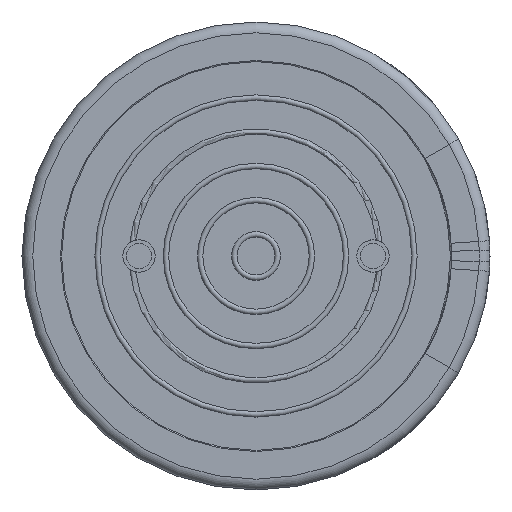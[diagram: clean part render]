
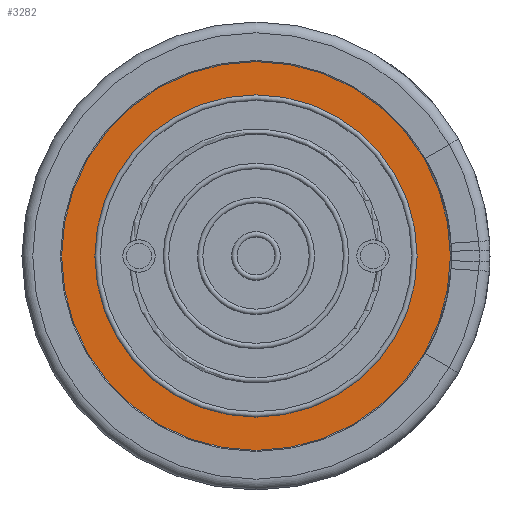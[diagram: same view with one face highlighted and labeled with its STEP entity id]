
A CAD part, front view. The second image highlights one B-rep face of the part: STEP entity #3282.
In plain terms, the highlighted planar face has unit normal (0, -1, 0).
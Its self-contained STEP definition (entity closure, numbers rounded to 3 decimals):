
#71=FACE_BOUND('',#507,.T.);
#232=PLANE('',#3654);
#355=FACE_OUTER_BOUND('',#506,.T.);
#506=EDGE_LOOP('',(#2943,#2944));
#507=EDGE_LOOP('',(#2945,#2946));
#992=CIRCLE('',#3583,5.4);
#993=CIRCLE('',#3584,5.4);
#1034=CIRCLE('',#3636,4.475);
#1035=CIRCLE('',#3637,4.475);
#1414=VERTEX_POINT('',#6344);
#1415=VERTEX_POINT('',#6346);
#1450=VERTEX_POINT('',#6444);
#1451=VERTEX_POINT('',#6445);
#1898=EDGE_CURVE('',#1414,#1415,#992,.T.);
#1899=EDGE_CURVE('',#1415,#1414,#993,.T.);
#1950=EDGE_CURVE('',#1450,#1451,#1034,.T.);
#1951=EDGE_CURVE('',#1451,#1450,#1035,.T.);
#2943=ORIENTED_EDGE('',*,*,#1899,.F.);
#2944=ORIENTED_EDGE('',*,*,#1898,.F.);
#2945=ORIENTED_EDGE('',*,*,#1950,.T.);
#2946=ORIENTED_EDGE('',*,*,#1951,.T.);
#3282=ADVANCED_FACE('',(#355,#71),#232,.T.);
#3583=AXIS2_PLACEMENT_3D('',#6347,#4338,#4339);
#3584=AXIS2_PLACEMENT_3D('',#6348,#4340,#4341);
#3636=AXIS2_PLACEMENT_3D('',#6446,#4454,#4455);
#3637=AXIS2_PLACEMENT_3D('',#6447,#4456,#4457);
#3654=AXIS2_PLACEMENT_3D('',#6477,#4493,#4494);
#4338=DIRECTION('center_axis',(0.,1.,0.));
#4339=DIRECTION('ref_axis',(1.,0.,0.));
#4340=DIRECTION('center_axis',(0.,1.,0.));
#4341=DIRECTION('ref_axis',(1.,0.,0.));
#4454=DIRECTION('center_axis',(0.,1.,0.));
#4455=DIRECTION('ref_axis',(-1.,0.,0.));
#4456=DIRECTION('center_axis',(0.,1.,0.));
#4457=DIRECTION('ref_axis',(-1.,0.,0.));
#4493=DIRECTION('center_axis',(0.,-1.,0.));
#4494=DIRECTION('ref_axis',(0.,0.,-1.));
#6344=CARTESIAN_POINT('',(-5.4,0.1,0.));
#6346=CARTESIAN_POINT('',(5.4,0.1,0.));
#6347=CARTESIAN_POINT('Origin',(0.,0.1,0.));
#6348=CARTESIAN_POINT('Origin',(0.,0.1,0.));
#6444=CARTESIAN_POINT('',(-4.475,0.1,0.));
#6445=CARTESIAN_POINT('',(4.475,0.1,0.));
#6446=CARTESIAN_POINT('Origin',(0.,0.1,0.));
#6447=CARTESIAN_POINT('Origin',(0.,0.1,0.));
#6477=CARTESIAN_POINT('Origin',(0.,0.1,0.));
